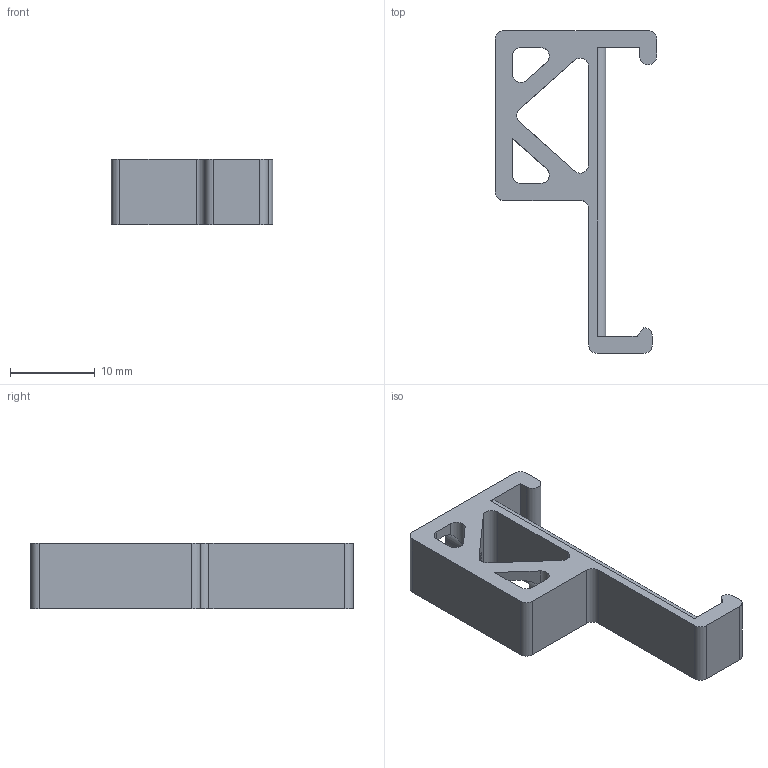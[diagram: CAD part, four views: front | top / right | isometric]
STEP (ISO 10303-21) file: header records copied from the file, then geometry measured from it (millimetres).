
FILE_DESCRIPTION(/* description */ (''),/* implementation_level */ '2;1');
FILE_NAME(/* name */ 'Z_Axis_ScrewHolder.step',/* time_stamp */ '2019-10-28T16:01:52+01:00',/* author */ (''),/* organization */ (''),/* preprocessor_version */ 'ST-DEVELOPER v18',/* originating_system */ 'Autodesk Translation Framework v8.6.0.1094',/* authorisation */ '');
FILE_SCHEMA (('AUTOMOTIVE_DESIGN { 1 0 10303 214 3 1 1 }'));
Length unit declared in the file: millimetre
Products named in the file (1): ClipVertical
Bounding box: 19 x 38 x 7.7 mm (x, y, z)
Volume: 1551.2 mm3; surface area: 1910.5 mm2
Topology: 1 solids, 1 shells, 56 faces, 171 edges, 112 vertices
Faces by surface type: plane 29, cylinder 25, cone 2
Entity records: 2167 total; most frequent: CARTESIAN_POINT 566, ORIENTED_EDGE 338, DIRECTION 322, EDGE_CURVE 169, VERTEX_POINT 112, AXIS2_PLACEMENT_3D 110, LINE 102, VECTOR 102
